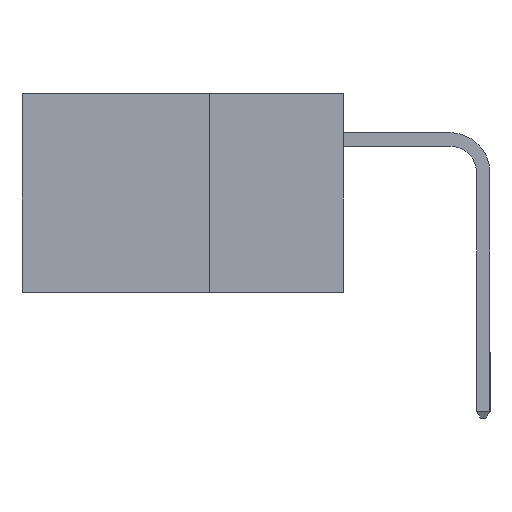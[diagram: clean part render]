
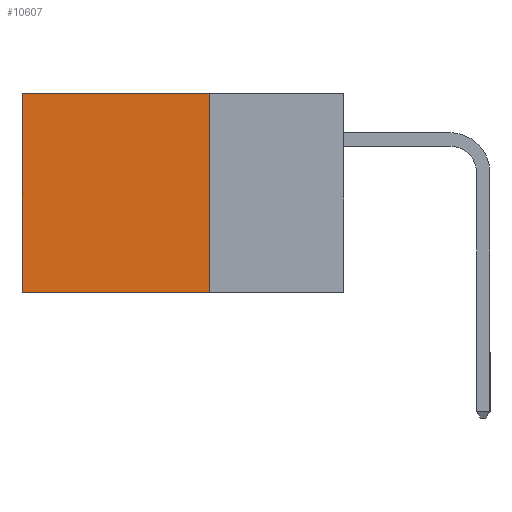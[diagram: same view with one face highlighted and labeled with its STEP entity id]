
A CAD part, left-side view. The second image highlights one B-rep face of the part: STEP entity #10607.
In plain terms, the highlighted planar face has unit normal (-1, 0, 0).
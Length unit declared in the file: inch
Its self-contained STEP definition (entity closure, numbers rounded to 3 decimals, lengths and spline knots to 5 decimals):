
#1025 = ORIENTED_EDGE ( 'NONE', *, *, #16114, .T. ) ;
#1171 = CARTESIAN_POINT ( 'NONE',  ( 0.2615, 0.25, -0.37 ) ) ;
#1219 = ORIENTED_EDGE ( 'NONE', *, *, #11275, .F. ) ;
#1263 = PLANE ( 'NONE',  #10013 ) ;
#1273 = DIRECTION ( 'NONE',  ( 0., 1., 0. ) ) ;
#1809 = CARTESIAN_POINT ( 'NONE',  ( 0.2615, 0.25, -0.37 ) ) ;
#2038 = LINE ( 'NONE', #7909, #3068 ) ;
#2355 = VECTOR ( 'NONE', #1273, 39.37008 ) ;
#2715 = FACE_OUTER_BOUND ( 'NONE', #13989, .T. ) ;
#3068 = VECTOR ( 'NONE', #15407, 39.37008 ) ;
#3624 = VERTEX_POINT ( 'NONE', #12162 ) ;
#5887 = DIRECTION ( 'NONE',  ( 1., 0., 0. ) ) ;
#5989 = CARTESIAN_POINT ( 'NONE',  ( 0.2615, 0.25, -0.37 ) ) ;
#6262 = EDGE_CURVE ( 'NONE', #11869, #3624, #18677, .T. ) ;
#6897 = LINE ( 'NONE', #18420, #14469 ) ;
#7783 = DIRECTION ( 'NONE',  ( 0., 0., -1. ) ) ;
#7909 = CARTESIAN_POINT ( 'NONE',  ( 0.2615, 0.25, 0. ) ) ;
#8590 = CARTESIAN_POINT ( 'NONE',  ( 0.2615, 0.25, -0.37 ) ) ;
#10013 = AXIS2_PLACEMENT_3D ( 'NONE', #8590, #5887, #14211 ) ;
#10017 = VERTEX_POINT ( 'NONE', #16882 ) ;
#10607 = ADVANCED_FACE ( 'NONE', ( #2715 ), #1263, .F. ) ;
#11275 = EDGE_CURVE ( 'NONE', #16839, #11869, #12126, .T. ) ;
#11869 = VERTEX_POINT ( 'NONE', #5989 ) ;
#12126 = LINE ( 'NONE', #1809, #12664 ) ;
#12162 = CARTESIAN_POINT ( 'NONE',  ( 0.2615, 0.6, -0.37 ) ) ;
#12664 = VECTOR ( 'NONE', #7783, 39.37008 ) ;
#13989 = EDGE_LOOP ( 'NONE', ( #16583, #18822, #1219, #1025 ) ) ;
#14211 = DIRECTION ( 'NONE',  ( 0., 0., -1. ) ) ;
#14469 = VECTOR ( 'NONE', #18612, 39.37008 ) ;
#14695 = CARTESIAN_POINT ( 'NONE',  ( 0.2615, 0.25, 0. ) ) ;
#15407 = DIRECTION ( 'NONE',  ( 0., 1., 0. ) ) ;
#16114 = EDGE_CURVE ( 'NONE', #16839, #10017, #2038, .T. ) ;
#16583 = ORIENTED_EDGE ( 'NONE', *, *, #17153, .T. ) ;
#16839 = VERTEX_POINT ( 'NONE', #14695 ) ;
#16882 = CARTESIAN_POINT ( 'NONE',  ( 0.2615, 0.6, 0. ) ) ;
#17153 = EDGE_CURVE ( 'NONE', #10017, #3624, #6897, .T. ) ;
#18420 = CARTESIAN_POINT ( 'NONE',  ( 0.2615, 0.6, -0.37 ) ) ;
#18612 = DIRECTION ( 'NONE',  ( 0., 0., -1. ) ) ;
#18677 = LINE ( 'NONE', #1171, #2355 ) ;
#18822 = ORIENTED_EDGE ( 'NONE', *, *, #6262, .F. ) ;
